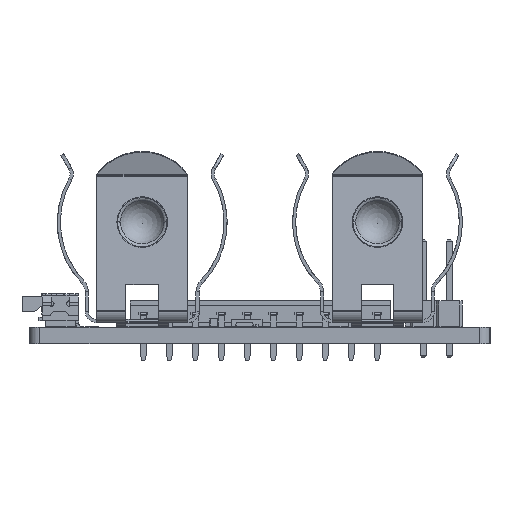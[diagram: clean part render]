
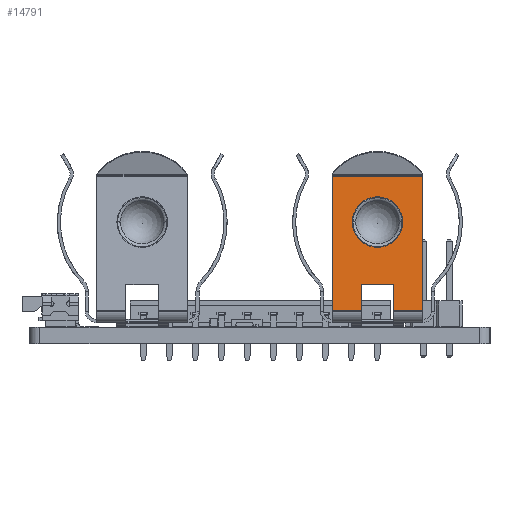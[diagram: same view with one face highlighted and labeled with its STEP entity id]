
A CAD part, left-side view. The second image highlights one B-rep face of the part: STEP entity #14791.
In plain terms, the highlighted face is planar.
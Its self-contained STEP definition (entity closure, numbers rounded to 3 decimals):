
#11519 = EDGE_CURVE('',#11520,#11522,#11524,.T.);
#11520 = VERTEX_POINT('',#11521);
#11521 = CARTESIAN_POINT('',(6.305,10.259,
    2.465));
#11522 = VERTEX_POINT('',#11523);
#11523 = CARTESIAN_POINT('',(6.305,10.259,
    -2.465));
#11524 = CIRCLE('',#11525,2.465);
#11525 = AXIS2_PLACEMENT_3D('',#11526,#11527,#11528);
#11526 = CARTESIAN_POINT('',(6.305,10.259,
    0.));
#11527 = DIRECTION('',(-0.996,-0.087,
    0.));
#11528 = DIRECTION('',(0.,0.,-1.));
#11674 = EDGE_CURVE('',#11522,#11520,#11675,.T.);
#11675 = CIRCLE('',#11676,2.465);
#11676 = AXIS2_PLACEMENT_3D('',#11677,#11678,#11679);
#11677 = CARTESIAN_POINT('',(6.305,10.259,
    0.));
#11678 = DIRECTION('',(-0.996,-0.087,
    0.));
#11679 = DIRECTION('',(0.,0.,-1.));
#12857 = VERTEX_POINT('',#12858);
#12858 = CARTESIAN_POINT('',(5.913,14.739,4.445));
#12867 = VERTEX_POINT('',#12868);
#12868 = CARTESIAN_POINT('',(5.913,14.739,-4.445));
#12875 = EDGE_CURVE('',#12867,#12857,#12876,.T.);
#12876 = LINE('',#12877,#12878);
#12877 = CARTESIAN_POINT('',(5.913,14.739,
    0.));
#12878 = VECTOR('',#12879,1.);
#12879 = DIRECTION('',(0.,0.,1.));
#12924 = VERTEX_POINT('',#12925);
#12925 = CARTESIAN_POINT('',(7.06,1.63,4.445));
#12931 = EDGE_CURVE('',#12857,#12924,#12932,.T.);
#12932 = LINE('',#12933,#12934);
#12933 = CARTESIAN_POINT('',(7.065,1.573,4.445));
#12934 = VECTOR('',#12935,1.);
#12935 = DIRECTION('',(0.087,-0.996,
    0.));
#12953 = VERTEX_POINT('',#12954);
#12954 = CARTESIAN_POINT('',(6.839,4.158,1.6));
#12962 = EDGE_CURVE('',#12963,#12953,#12965,.T.);
#12963 = VERTEX_POINT('',#12964);
#12964 = CARTESIAN_POINT('',(7.06,1.63,1.6));
#12965 = LINE('',#12966,#12967);
#12966 = CARTESIAN_POINT('',(7.065,1.573,1.6));
#12967 = VECTOR('',#12968,1.);
#12968 = DIRECTION('',(-0.087,0.996,
    0.));
#12991 = VERTEX_POINT('',#12992);
#12992 = CARTESIAN_POINT('',(7.06,1.63,-1.6));
#12998 = EDGE_CURVE('',#12999,#12991,#13001,.T.);
#12999 = VERTEX_POINT('',#13000);
#13000 = CARTESIAN_POINT('',(6.839,4.158,-1.6));
#13001 = LINE('',#13002,#13003);
#13002 = CARTESIAN_POINT('',(7.065,1.573,-1.6));
#13003 = VECTOR('',#13004,1.);
#13004 = DIRECTION('',(0.087,-0.996,
    0.));
#13029 = VERTEX_POINT('',#13030);
#13030 = CARTESIAN_POINT('',(7.06,1.63,-4.445));
#13043 = EDGE_CURVE('',#13029,#12867,#13044,.T.);
#13044 = LINE('',#13045,#13046);
#13045 = CARTESIAN_POINT('',(7.065,1.573,-4.445));
#13046 = VECTOR('',#13047,1.);
#13047 = DIRECTION('',(-0.087,0.996,
    0.));
#13057 = EDGE_CURVE('',#12953,#12999,#13058,.T.);
#13058 = LINE('',#13059,#13060);
#13059 = CARTESIAN_POINT('',(6.839,4.158,
    0.));
#13060 = VECTOR('',#13061,1.);
#13061 = DIRECTION('',(0.,0.,-1.));
#13120 = EDGE_CURVE('',#13029,#12991,#13121,.T.);
#13121 = LINE('',#13122,#13123);
#13122 = CARTESIAN_POINT('',(7.06,1.63,4.445));
#13123 = VECTOR('',#13124,1.);
#13124 = DIRECTION('',(0.,0.,1.));
#13220 = EDGE_CURVE('',#12963,#12924,#13221,.T.);
#13221 = LINE('',#13222,#13223);
#13222 = CARTESIAN_POINT('',(7.06,1.63,4.445));
#13223 = VECTOR('',#13224,1.);
#13224 = DIRECTION('',(0.,0.,1.));
#14791 = ADVANCED_FACE('',(#14792,#14796),#14806,.F.);
#14792 = FACE_BOUND('',#14793,.T.);
#14793 = EDGE_LOOP('',(#14794,#14795));
#14794 = ORIENTED_EDGE('',*,*,#11674,.T.);
#14795 = ORIENTED_EDGE('',*,*,#11519,.T.);
#14796 = FACE_BOUND('',#14797,.T.);
#14797 = EDGE_LOOP('',(#14798,#14799,#14800,#14801,#14802,#14803,#14804,
    #14805));
#14798 = ORIENTED_EDGE('',*,*,#12962,.T.);
#14799 = ORIENTED_EDGE('',*,*,#13057,.T.);
#14800 = ORIENTED_EDGE('',*,*,#12998,.T.);
#14801 = ORIENTED_EDGE('',*,*,#13120,.F.);
#14802 = ORIENTED_EDGE('',*,*,#13043,.T.);
#14803 = ORIENTED_EDGE('',*,*,#12875,.T.);
#14804 = ORIENTED_EDGE('',*,*,#12931,.T.);
#14805 = ORIENTED_EDGE('',*,*,#13220,.F.);
#14806 = PLANE('',#14807);
#14807 = AXIS2_PLACEMENT_3D('',#14808,#14809,#14810);
#14808 = CARTESIAN_POINT('',(7.065,1.573,
    0.));
#14809 = DIRECTION('',(-0.996,-0.087,
    0.));
#14810 = DIRECTION('',(0.,0.,-1.));
